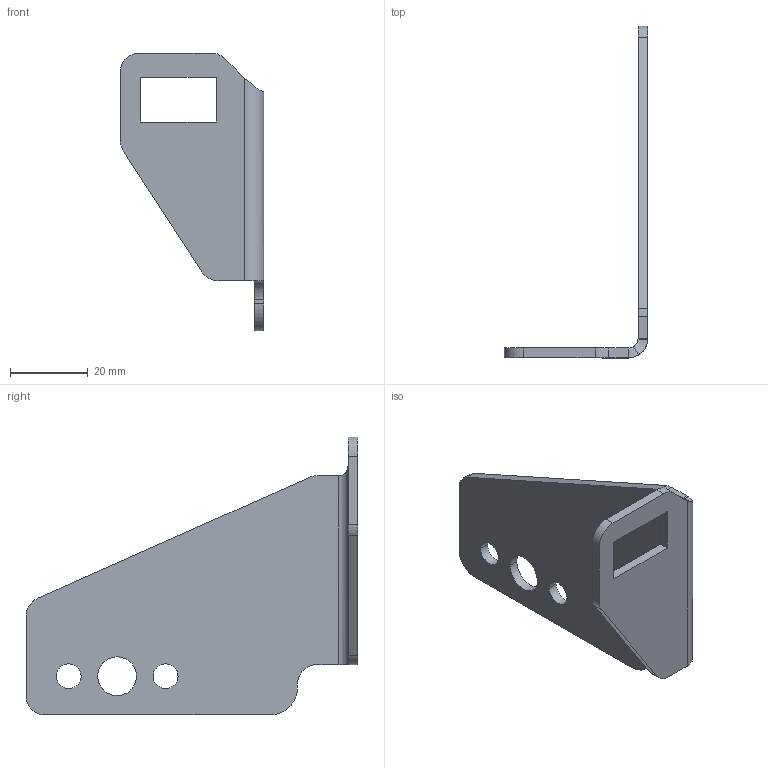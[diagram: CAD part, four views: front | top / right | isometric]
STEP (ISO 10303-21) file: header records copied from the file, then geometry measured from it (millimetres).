
FILE_DESCRIPTION (( 'STEP AP214' ), '1' );
FILE_NAME ('707.000.002-1.STEP', '2025-04-09T03:51:18', ( '' ), ( '' ), 'SwSTEP 2.0', 'SolidWorks 2021', '' );
FILE_SCHEMA (( 'AUTOMOTIVE_DESIGN' ));
Length unit declared in the file: millimetre
Products named in the file (1): 707.000.002-1
Bounding box: 37 x 85.61 x 71.7 mm (x, y, z)
Volume: 12472.4 mm3; surface area: 11116.5 mm2
Topology: 1 solids, 1 shells, 40 faces, 106 edges, 68 vertices
Faces by surface type: plane 21, cylinder 17, bspline 2
Entity records: 1355 total; most frequent: CARTESIAN_POINT 300, ORIENTED_EDGE 212, DIRECTION 211, EDGE_CURVE 106, AXIS2_PLACEMENT_3D 73, VERTEX_POINT 68, LINE 65, VECTOR 65
